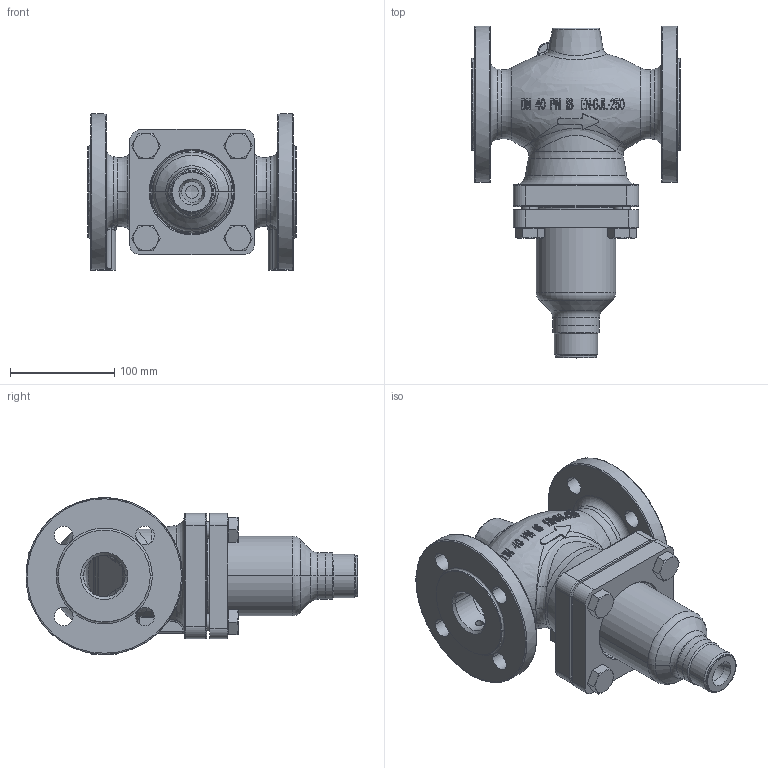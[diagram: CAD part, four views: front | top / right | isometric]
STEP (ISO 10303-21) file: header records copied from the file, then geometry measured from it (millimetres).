
FILE_DESCRIPTION((''),'2;1');
FILE_NAME('065B2392_ASM','2015-03-12T',('u317927'),('Danfoss'),'PRO/ENGINEER BY PARAMETRIC TECHNOLOGY CORPORATION, 2014000','PRO/ENGINEER BY PARAMETRIC TECHNOLOGY CORPORATION, 2014000','');
FILE_SCHEMA(('CONFIG_CONTROL_DESIGN'));
Length unit declared in the file: millimetre
Products named in the file (7): 8861004; 8861044; 8861045; 8861023; 5184023; ZVAR_2; 065B2392_ASM
Assembly tree (9 placements, depth 2):
  065B2392_ASM
    8861004
    8861044
    8861045
    8861023
    5184023  x4
    ZVAR_2
Bounding box: 200 x 318.1 x 149.98 mm (x, y, z)
Volume: 1659731.6 mm3; surface area: 377744 mm2
Topology: 9 solids, 22 shells, 1002 faces, 2562 edges, 1630 vertices
Faces by surface type: plane 521, cylinder 200, bspline 117, cone 91, torus 71, sphere 2
Entity records: 35284 total; most frequent: CARTESIAN_POINT 14390, ORIENTED_EDGE 4725, DIRECTION 3727, EDGE_CURVE 2388, VERTEX_POINT 1522, AXIS2_PLACEMENT_3D 1513, EDGE_LOOP 1011, B_SPLINE_CURVE_WITH_KNOTS 1000
